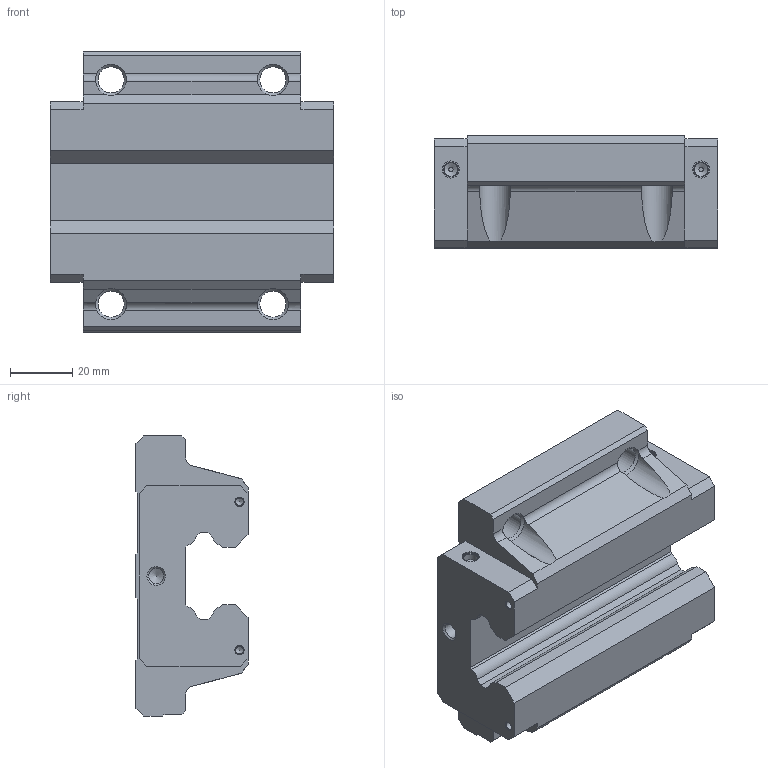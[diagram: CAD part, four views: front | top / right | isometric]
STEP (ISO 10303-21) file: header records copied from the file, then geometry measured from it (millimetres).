
FILE_DESCRIPTION(/* description */ ('HG Block-'),/* implementation_level */ '2;1');
FILE_NAME(/* name */ 'con truot.stp',/* time_stamp */ '2023-09-10T11:08:39+07:00',/* author */ ('ACER'),/* organization */ ('AKD'),/* preprocessor_version */ 'ST-DEVELOPER v19',/* originating_system */ 'Autodesk Inventor 2023',/* authorisation */ '');
FILE_SCHEMA (('AUTOMOTIVE_DESIGN { 1 0 10303 214 3 1 1 }'));
Length unit declared in the file: millimetre
Products named in the file (1): HGW30CAZ0CSE_block
Bounding box: 91 x 36 x 90 mm (x, y, z)
Volume: 187667.9 mm3; surface area: 31099.3 mm2
Topology: 1 solids, 1 shells, 130 faces, 336 edges, 212 vertices
Faces by surface type: plane 70, cylinder 32, cone 28
Full cylindrical faces by diameter (mm): 2.459 x4, 4.371 x4, 4.917 x2, 5.5 x4, 8.376 x4
Entity records: 4022 total; most frequent: CARTESIAN_POINT 745, DIRECTION 674, ORIENTED_EDGE 660, EDGE_CURVE 330, LINE 232, VECTOR 232, AXIS2_PLACEMENT_3D 221, VERTEX_POINT 212
